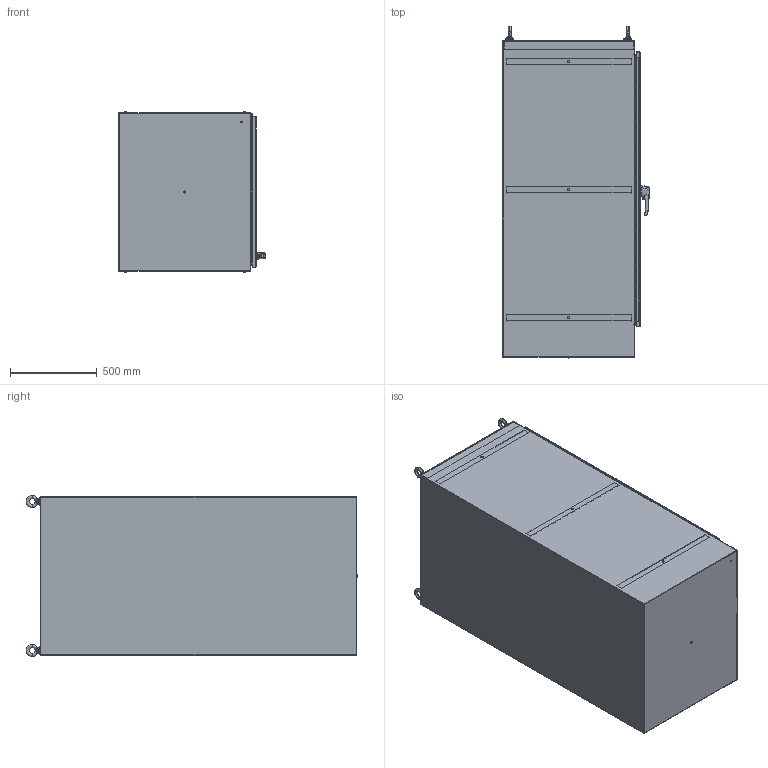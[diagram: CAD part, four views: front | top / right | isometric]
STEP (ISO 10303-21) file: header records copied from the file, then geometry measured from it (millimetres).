
FILE_DESCRIPTION (( 'STEP AP214' ), '1' );
FILE_NAME ('HN4FS723630S16.STEP', '2019-09-03T19:20:26', ( '' ), ( '' ), 'SwSTEP 2.0', 'SolidWorks 2018', '' );
FILE_SCHEMA (( 'AUTOMOTIVE_DESIGN' ));
Length unit declared in the file: inch
Products named in the file (1): HN4FS723630S16
Bounding box: 847.39 x 1917.43 x 929.74 mm (x, y, z)
Volume: 21822294.7 mm3; surface area: 17991089.6 mm2
Topology: 65 solids, 66 shells, 2016 faces, 5318 edges, 3430 vertices
Faces by surface type: plane 905, cylinder 886, bspline 103, cone 90, torus 32
Entity records: 107299 total; most frequent: CARTESIAN_POINT 31859, ORIENTED_EDGE 10588, DIRECTION 10439, EDGE_CURVE 5294, AXIS2_PLACEMENT_3D 3764, VERTEX_POINT 3430, VECTOR 2911, LINE 2911
